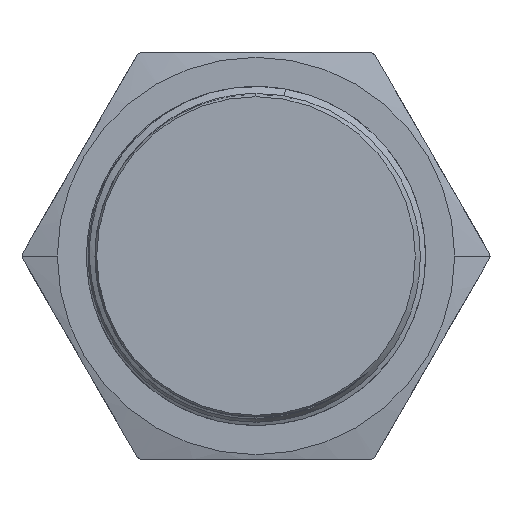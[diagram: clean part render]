
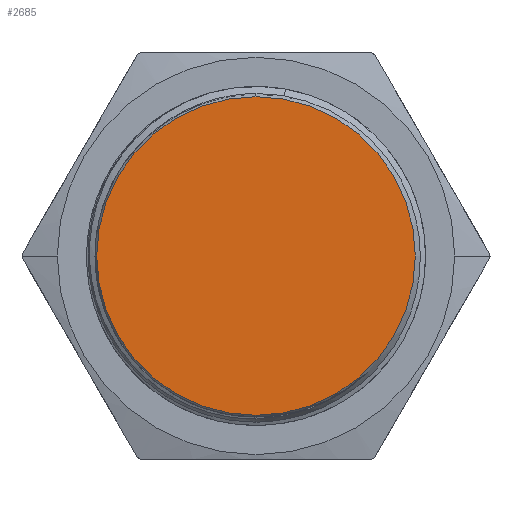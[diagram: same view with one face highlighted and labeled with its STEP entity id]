
A CAD part, front view. The second image highlights one B-rep face of the part: STEP entity #2685.
In plain terms, the highlighted planar face has unit normal (0, -1, 0).
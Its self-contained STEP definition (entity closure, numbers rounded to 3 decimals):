
#1366 = FACE_OUTER_BOUND ( 'NONE', #16477, .T. ) ;
#2685 = ADVANCED_FACE ( 'NONE', ( #1366 ), #21424, .F. ) ;
#3228 = DIRECTION ( 'NONE',  ( 1., 0., 0. ) ) ;
#4937 = CIRCLE ( 'NONE', #20549, 14.1 ) ;
#6355 = DIRECTION ( 'NONE',  ( 0., 1., 0. ) ) ;
#9499 = DIRECTION ( 'NONE',  ( 0., 1., 0. ) ) ;
#11933 = CIRCLE ( 'NONE', #32953, 14.1 ) ;
#12196 = CARTESIAN_POINT ( 'NONE',  ( 0., 0., 0. ) ) ;
#14509 = EDGE_CURVE ( 'NONE', #31203, #28054, #11933, .T. ) ;
#14537 = DIRECTION ( 'NONE',  ( 0., 0., -1. ) ) ;
#16076 = EDGE_CURVE ( 'NONE', #28054, #31203, #4937, .T. ) ;
#16477 = EDGE_LOOP ( 'NONE', ( #23771, #24313 ) ) ;
#19370 = CARTESIAN_POINT ( 'NONE',  ( 0., 0., 14.1 ) ) ;
#20549 = AXIS2_PLACEMENT_3D ( 'NONE', #29456, #6355, #26920 ) ;
#21093 = CARTESIAN_POINT ( 'NONE',  ( -18.5, 0., -16.075 ) ) ;
#21424 = PLANE ( 'NONE',  #32438 ) ;
#23771 = ORIENTED_EDGE ( 'NONE', *, *, #14509, .F. ) ;
#24313 = ORIENTED_EDGE ( 'NONE', *, *, #16076, .F. ) ;
#26920 = DIRECTION ( 'NONE',  ( 0., 0., 1. ) ) ;
#27017 = CARTESIAN_POINT ( 'NONE',  ( 0., 0., -14.1 ) ) ;
#28054 = VERTEX_POINT ( 'NONE', #19370 ) ;
#29456 = CARTESIAN_POINT ( 'NONE',  ( 0., 0., 0. ) ) ;
#31203 = VERTEX_POINT ( 'NONE', #27017 ) ;
#31382 = DIRECTION ( 'NONE',  ( 0., 1., 0. ) ) ;
#32438 = AXIS2_PLACEMENT_3D ( 'NONE', #21093, #31382, #3228 ) ;
#32953 = AXIS2_PLACEMENT_3D ( 'NONE', #12196, #9499, #14537 ) ;
